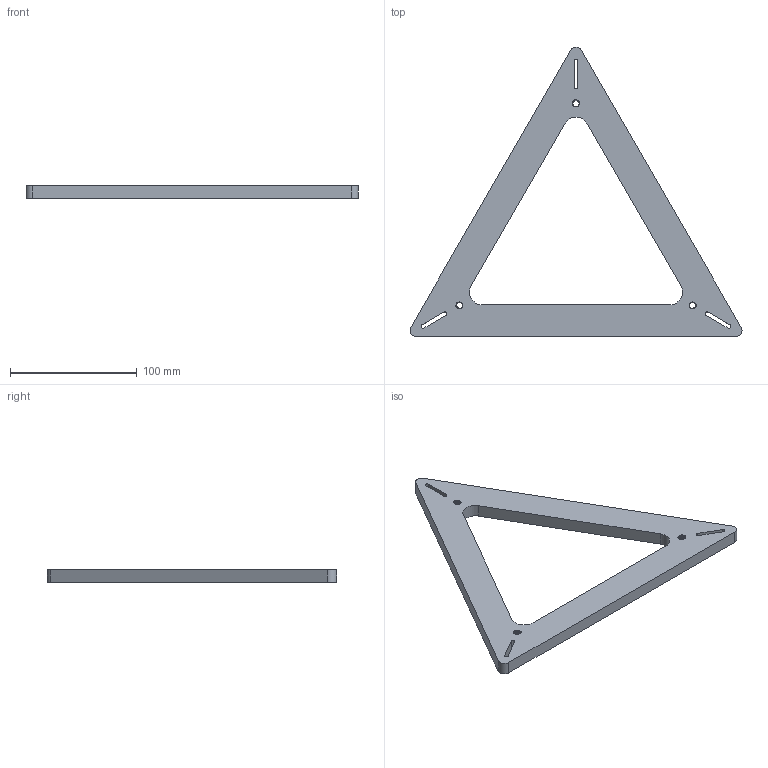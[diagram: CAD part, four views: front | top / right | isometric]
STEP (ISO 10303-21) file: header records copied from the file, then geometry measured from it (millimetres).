
FILE_DESCRIPTION(/* description */ (''),/* implementation_level */ '2;1');
FILE_NAME(/* name */ 'barilletprimaire v1.step',/* time_stamp */ '2022-02-13T15:18:09+01:00',/* author */ (''),/* organization */ (''),/* preprocessor_version */ 'ST-DEVELOPER v18.1',/* originating_system */ 'Autodesk Translation Framework v10.13.0.1454',/* authorisation */ '');
FILE_SCHEMA (('AUTOMOTIVE_DESIGN { 1 0 10303 214 3 1 1 }'));
Length unit declared in the file: millimetre
Products named in the file (1): barilletprimaire
Bounding box: 262.01 x 228.25 x 10 mm (x, y, z)
Volume: 168339.9 mm3; surface area: 48951.9 mm2
Topology: 1 solids, 1 shells, 98 faces, 288 edges, 192 vertices
Faces by surface type: cylinder 78, plane 14, bspline 6
Full cylindrical faces by diameter (mm): 5.035 x15, 6.147 x6
Entity records: 7627 total; most frequent: CARTESIAN_POINT 5223, ORIENTED_EDGE 576, DIRECTION 366, EDGE_CURVE 288, VERTEX_POINT 192, B_SPLINE_CURVE_WITH_KNOTS 144, AXIS2_PLACEMENT_3D 129, EDGE_LOOP 112
